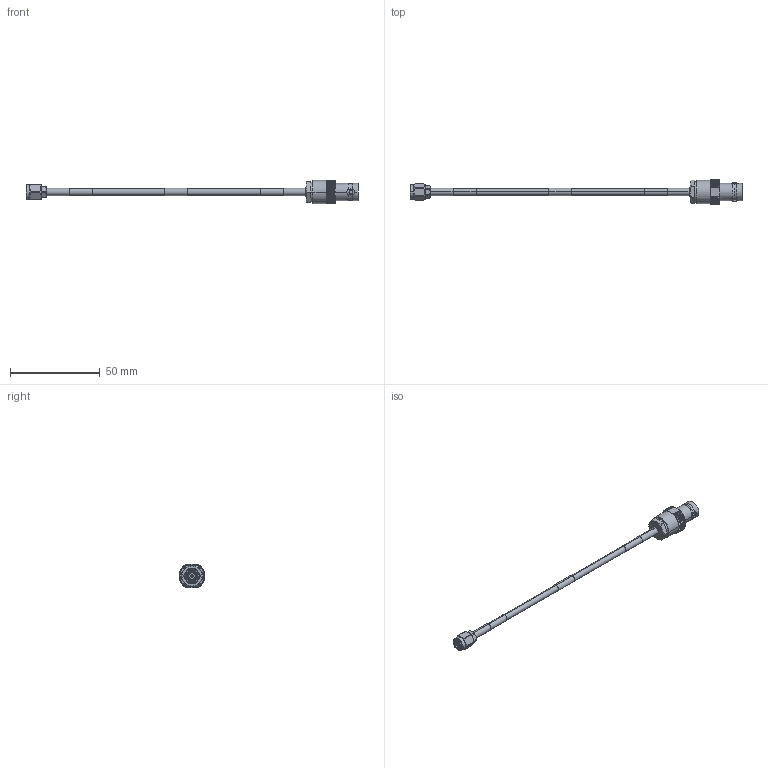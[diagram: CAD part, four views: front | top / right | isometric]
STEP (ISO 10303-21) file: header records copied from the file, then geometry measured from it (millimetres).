
FILE_DESCRIPTION (( 'STEP AP214' ), '1' );
FILE_NAME ('LCCA30466_3D.STEP', '2020-04-17T16:09:06', ( '' ), ( '' ), 'SwSTEP 2.0', 'SolidWorks 2018', '' );
FILE_SCHEMA (( 'AUTOMOTIVE_DESIGN' ));
Length unit declared in the file: inch
Products named in the file (5): 1AW01-002_.150 ID; LCCN3043; LC141TBJ (141 Formable with HeatShrink); LCCA30466_3D; LCCN3040
Assembly tree (6 placements, depth 2):
  LCCA30466_3D
    LC141TBJ (141 Formable with HeatShrink)
    LCCN3043
    LCCN3040
    1AW01-002_.150 ID  x3
Bounding box: 185.03 x 14.48 x 12.95 mm (x, y, z)
Volume: 4553.1 mm3; surface area: 6458.2 mm2
Topology: 9 solids, 9 shells, 509 faces, 1149 edges, 674 vertices
Faces by surface type: plane 202, cone 157, cylinder 139, torus 8, bspline 3
Entity records: 16336 total; most frequent: CARTESIAN_POINT 4372, ORIENTED_EDGE 2250, DIRECTION 2219, EDGE_CURVE 1125, AXIS2_PLACEMENT_3D 937, VERTEX_POINT 658, EDGE_LOOP 519, FACE_OUTER_BOUND 497
